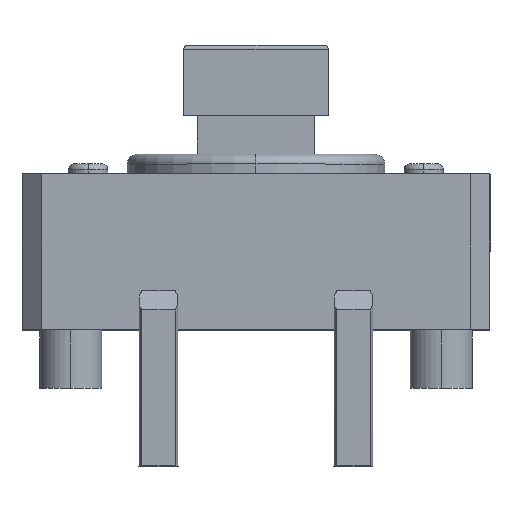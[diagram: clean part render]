
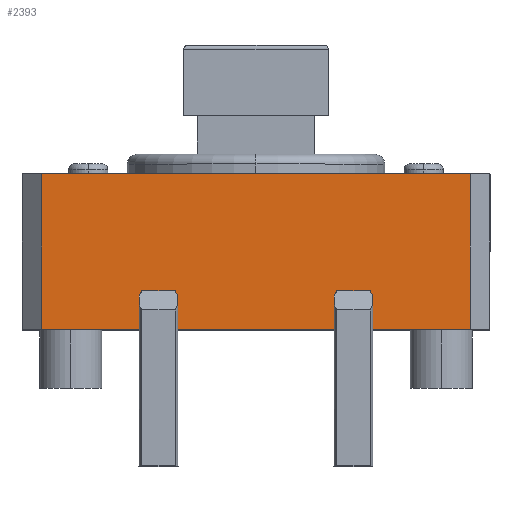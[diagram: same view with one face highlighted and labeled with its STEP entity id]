
A CAD part, top view. The second image highlights one B-rep face of the part: STEP entity #2393.
In plain terms, the highlighted planar face has unit normal (0, 0, 1).
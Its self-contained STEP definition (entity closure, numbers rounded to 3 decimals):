
#4 = CARTESIAN_POINT ( 'NONE',  ( 0.5, 4., 0. ) ) ;
#10 = ORIENTED_EDGE ( 'NONE', *, *, #2264, .F. ) ;
#56 = LINE ( 'NONE', #2499, #2532 ) ;
#223 = EDGE_CURVE ( 'NONE', #3972, #566, #3312, .T. ) ;
#232 = VECTOR ( 'NONE', #2579, 1000. ) ;
#255 = CARTESIAN_POINT ( 'NONE',  ( 8.067, 1., 0. ) ) ;
#313 = DIRECTION ( 'NONE',  ( 0., -1., 0. ) ) ;
#335 = EDGE_CURVE ( 'NONE', #2480, #1689, #1420, .T. ) ;
#366 = CARTESIAN_POINT ( 'NONE',  ( 8.067, 0., 0. ) ) ;
#376 = LINE ( 'NONE', #2877, #3965 ) ;
#487 = AXIS2_PLACEMENT_3D ( 'NONE', #2493, #667, #3474 ) ;
#491 = LINE ( 'NONE', #2636, #3176 ) ;
#566 = VERTEX_POINT ( 'NONE', #1070 ) ;
#592 = ORIENTED_EDGE ( 'NONE', *, *, #3262, .T. ) ;
#596 = CARTESIAN_POINT ( 'NONE',  ( 11.5, 4., 0. ) ) ;
#646 = CARTESIAN_POINT ( 'NONE',  ( 3.067, 1., 0. ) ) ;
#651 = LINE ( 'NONE', #2860, #232 ) ;
#661 = VECTOR ( 'NONE', #2606, 1000. ) ;
#667 = DIRECTION ( 'NONE',  ( 0., 0., -1. ) ) ;
#835 = VERTEX_POINT ( 'NONE', #1222 ) ;
#841 = DIRECTION ( 'NONE',  ( 1., 0., 0. ) ) ;
#897 = VERTEX_POINT ( 'NONE', #3884 ) ;
#901 = DIRECTION ( 'NONE',  ( 1., 0., 0. ) ) ;
#914 = LINE ( 'NONE', #3345, #2975 ) ;
#937 = ORIENTED_EDGE ( 'NONE', *, *, #1470, .F. ) ;
#1057 = DIRECTION ( 'NONE',  ( 1., 0., 0. ) ) ;
#1070 = CARTESIAN_POINT ( 'NONE',  ( 0.5, 0., 0. ) ) ;
#1081 = ORIENTED_EDGE ( 'NONE', *, *, #3215, .T. ) ;
#1103 = DIRECTION ( 'NONE',  ( 1., 0., 0. ) ) ;
#1114 = ORIENTED_EDGE ( 'NONE', *, *, #223, .T. ) ;
#1156 = CARTESIAN_POINT ( 'NONE',  ( 0., 4., 0. ) ) ;
#1168 = CARTESIAN_POINT ( 'NONE',  ( 0., 0., 0. ) ) ;
#1222 = CARTESIAN_POINT ( 'NONE',  ( 11.5, 0., 0. ) ) ;
#1233 = LINE ( 'NONE', #2524, #1880 ) ;
#1283 = ORIENTED_EDGE ( 'NONE', *, *, #2352, .T. ) ;
#1312 = EDGE_CURVE ( 'NONE', #835, #1845, #376, .T. ) ;
#1356 = VECTOR ( 'NONE', #1057, 1000. ) ;
#1361 = CARTESIAN_POINT ( 'NONE',  ( 3.067, 0., 0. ) ) ;
#1420 = LINE ( 'NONE', #255, #3438 ) ;
#1421 = DIRECTION ( 'NONE',  ( 1., 0., 0. ) ) ;
#1455 = DIRECTION ( 'NONE',  ( 0., -1., 0. ) ) ;
#1470 = EDGE_CURVE ( 'NONE', #3972, #1845, #2713, .T. ) ;
#1488 = CARTESIAN_POINT ( 'NONE',  ( 8.067, 1., 0. ) ) ;
#1595 = VECTOR ( 'NONE', #2127, 1000. ) ;
#1678 = EDGE_CURVE ( 'NONE', #3856, #2084, #3563, .T. ) ;
#1689 = VERTEX_POINT ( 'NONE', #366 ) ;
#1703 = DIRECTION ( 'NONE',  ( 0., 1., 0. ) ) ;
#1756 = EDGE_CURVE ( 'NONE', #897, #835, #3008, .T. ) ;
#1824 = CARTESIAN_POINT ( 'NONE',  ( 8.933, 1., 0. ) ) ;
#1845 = VERTEX_POINT ( 'NONE', #596 ) ;
#1880 = VECTOR ( 'NONE', #901, 1000. ) ;
#1978 = CARTESIAN_POINT ( 'NONE',  ( 3.067, 1., 0. ) ) ;
#2029 = CARTESIAN_POINT ( 'NONE',  ( 3.933, 0., 0. ) ) ;
#2084 = VERTEX_POINT ( 'NONE', #3368 ) ;
#2127 = DIRECTION ( 'NONE',  ( 0., -1., 0. ) ) ;
#2264 = EDGE_CURVE ( 'NONE', #3856, #2716, #651, .T. ) ;
#2291 = EDGE_CURVE ( 'NONE', #2480, #3850, #491, .T. ) ;
#2352 = EDGE_CURVE ( 'NONE', #3850, #897, #914, .T. ) ;
#2356 = CARTESIAN_POINT ( 'NONE',  ( 0.5, 4., 0. ) ) ;
#2393 = ADVANCED_FACE ( 'NONE', ( #2829 ), #2556, .F. ) ;
#2459 = ORIENTED_EDGE ( 'NONE', *, *, #335, .F. ) ;
#2480 = VERTEX_POINT ( 'NONE', #1488 ) ;
#2493 = CARTESIAN_POINT ( 'NONE',  ( 0., 4., 0. ) ) ;
#2499 = CARTESIAN_POINT ( 'NONE',  ( 3.933, 1., 0. ) ) ;
#2524 = CARTESIAN_POINT ( 'NONE',  ( 0., 0., 0. ) ) ;
#2532 = VECTOR ( 'NONE', #3122, 1000. ) ;
#2556 = PLANE ( 'NONE',  #487 ) ;
#2579 = DIRECTION ( 'NONE',  ( 0., -1., 0. ) ) ;
#2606 = DIRECTION ( 'NONE',  ( 1., 0., 0. ) ) ;
#2619 = VECTOR ( 'NONE', #1103, 1000. ) ;
#2636 = CARTESIAN_POINT ( 'NONE',  ( 8.067, 1., 0. ) ) ;
#2713 = LINE ( 'NONE', #1156, #2900 ) ;
#2716 = VERTEX_POINT ( 'NONE', #1361 ) ;
#2829 = FACE_OUTER_BOUND ( 'NONE', #2855, .T. ) ;
#2855 = EDGE_LOOP ( 'NONE', ( #592, #2459, #3116, #1283, #2890, #3042, #937, #1114, #2968, #10, #3725, #1081 ) ) ;
#2860 = CARTESIAN_POINT ( 'NONE',  ( 3.067, 1., 0. ) ) ;
#2877 = CARTESIAN_POINT ( 'NONE',  ( 11.5, 4., 0. ) ) ;
#2890 = ORIENTED_EDGE ( 'NONE', *, *, #1756, .T. ) ;
#2900 = VECTOR ( 'NONE', #841, 1000. ) ;
#2968 = ORIENTED_EDGE ( 'NONE', *, *, #3334, .T. ) ;
#2975 = VECTOR ( 'NONE', #313, 1000. ) ;
#3008 = LINE ( 'NONE', #1168, #2619 ) ;
#3042 = ORIENTED_EDGE ( 'NONE', *, *, #1312, .T. ) ;
#3116 = ORIENTED_EDGE ( 'NONE', *, *, #2291, .T. ) ;
#3122 = DIRECTION ( 'NONE',  ( 0., -1., 0. ) ) ;
#3176 = VECTOR ( 'NONE', #1421, 1000. ) ;
#3208 = LINE ( 'NONE', #3269, #1356 ) ;
#3215 = EDGE_CURVE ( 'NONE', #2084, #4078, #56, .T. ) ;
#3262 = EDGE_CURVE ( 'NONE', #4078, #1689, #1233, .T. ) ;
#3269 = CARTESIAN_POINT ( 'NONE',  ( 0., 0., 0. ) ) ;
#3312 = LINE ( 'NONE', #2356, #1595 ) ;
#3334 = EDGE_CURVE ( 'NONE', #566, #2716, #3208, .T. ) ;
#3345 = CARTESIAN_POINT ( 'NONE',  ( 8.933, 1., 0. ) ) ;
#3368 = CARTESIAN_POINT ( 'NONE',  ( 3.933, 1., 0. ) ) ;
#3438 = VECTOR ( 'NONE', #1455, 1000. ) ;
#3474 = DIRECTION ( 'NONE',  ( -1., 0., 0. ) ) ;
#3563 = LINE ( 'NONE', #1978, #661 ) ;
#3725 = ORIENTED_EDGE ( 'NONE', *, *, #1678, .T. ) ;
#3850 = VERTEX_POINT ( 'NONE', #1824 ) ;
#3856 = VERTEX_POINT ( 'NONE', #646 ) ;
#3884 = CARTESIAN_POINT ( 'NONE',  ( 8.933, 0., 0. ) ) ;
#3965 = VECTOR ( 'NONE', #1703, 1000. ) ;
#3972 = VERTEX_POINT ( 'NONE', #4 ) ;
#4078 = VERTEX_POINT ( 'NONE', #2029 ) ;
